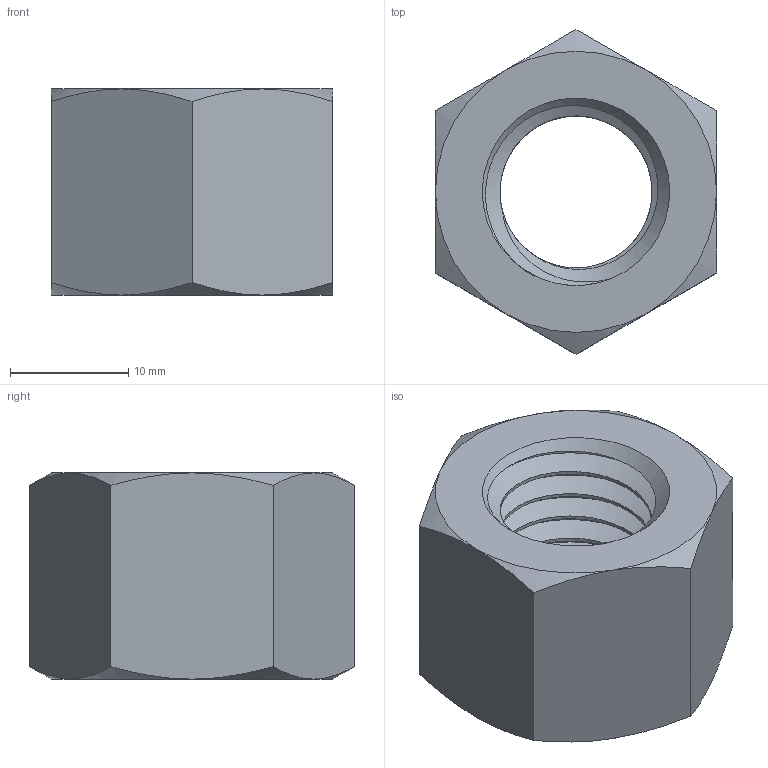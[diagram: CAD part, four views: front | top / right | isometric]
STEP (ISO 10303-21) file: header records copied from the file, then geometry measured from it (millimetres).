
FILE_DESCRIPTION(/* description */ ('STEP AP203'),/* implementation_level */ '2;1');
FILE_NAME(/* name */ 'Nut.stp',/* time_stamp */ '2019-09-25T17:51:20-04:00',/* author */ ('Mark'),/* organization */ (''),/* preprocessor_version */ 'ST-DEVELOPER v16.1',/* originating_system */ 'Autodesk Inventor 2016',/* authorisation */ '');
FILE_SCHEMA (('AUTOMOTIVE_DESIGN { 1 0 10303 214 3 1 1 }'));
Length unit declared in the file: inch
Products named in the file (1): Nut
Bounding box: 23.81 x 27.5 x 17.46 mm (x, y, z)
Volume: 5641.4 mm3; surface area: 3353.6 mm2
Topology: 1 solids, 1 shells, 26 faces, 56 edges, 32 vertices
Faces by surface type: cone 14, plane 8, bspline 3, cylinder 1
Entity records: 2631 total; most frequent: CARTESIAN_POINT 2128, ORIENTED_EDGE 112, DIRECTION 90, EDGE_CURVE 56, AXIS2_PLACEMENT_3D 42, VERTEX_POINT 32, EDGE_LOOP 28, FACE_OUTER_BOUND 26
